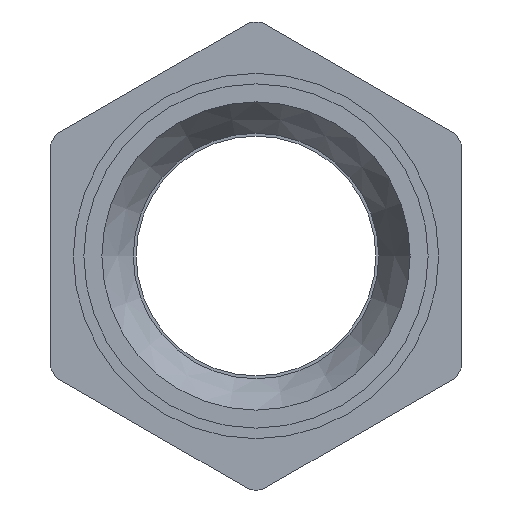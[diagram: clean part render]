
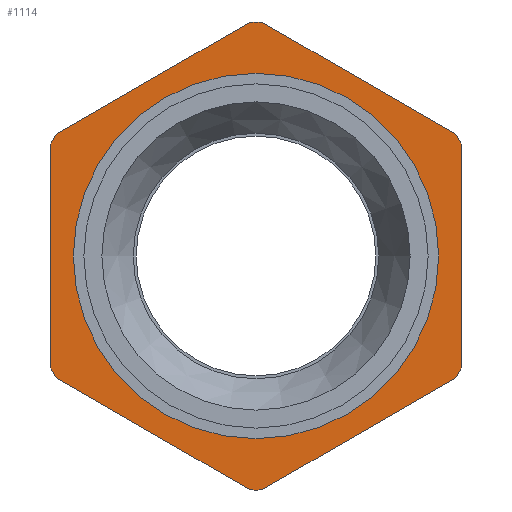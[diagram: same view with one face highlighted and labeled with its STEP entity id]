
A CAD part, front view. The second image highlights one B-rep face of the part: STEP entity #1114.
In plain terms, the highlighted planar face has unit normal (0, -1, 0).
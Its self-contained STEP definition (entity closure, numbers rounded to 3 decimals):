
#1 = CARTESIAN_POINT ( 'NONE',  ( -18., -7.25, 9.811 ) ) ;
#19 = VECTOR ( 'NONE', #1546, 1000. ) ;
#21 = VERTEX_POINT ( 'NONE', #1293 ) ;
#22 = DIRECTION ( 'NONE',  ( 0., -1., 0. ) ) ;
#41 = AXIS2_PLACEMENT_3D ( 'NONE', #657, #511, #265 ) ;
#49 = VERTEX_POINT ( 'NONE', #274 ) ;
#58 = AXIS2_PLACEMENT_3D ( 'NONE', #1594, #1600, #458 ) ;
#61 = EDGE_LOOP ( 'NONE', ( #665, #1203, #1222, #510, #575, #814, #215, #355, #1626, #778, #1276, #1359 ) ) ;
#78 = EDGE_LOOP ( 'NONE', ( #255 ) ) ;
#91 = DIRECTION ( 'NONE',  ( 0.866, 0., -0.5 ) ) ;
#93 = LINE ( 'NONE', #1390, #444 ) ;
#103 = EDGE_CURVE ( 'NONE', #178, #681, #381, .T. ) ;
#129 = EDGE_CURVE ( 'NONE', #768, #1079, #407, .T. ) ;
#139 = DIRECTION ( 'NONE',  ( 0., 0., -1. ) ) ;
#156 = CARTESIAN_POINT ( 'NONE',  ( -18., -7.25, -10.392 ) ) ;
#160 = EDGE_CURVE ( 'NONE', #21, #214, #651, .T. ) ;
#172 = CIRCLE ( 'NONE', #517, 20.5 ) ;
#178 = VERTEX_POINT ( 'NONE', #1318 ) ;
#214 = VERTEX_POINT ( 'NONE', #1553 ) ;
#215 = ORIENTED_EDGE ( 'NONE', *, *, #800, .T. ) ;
#225 = CARTESIAN_POINT ( 'NONE',  ( 0., -7.25, 0. ) ) ;
#240 = DIRECTION ( 'NONE',  ( -0.866, 0., -0.5 ) ) ;
#246 = VERTEX_POINT ( 'NONE', #1301 ) ;
#253 = VECTOR ( 'NONE', #663, 1000. ) ;
#255 = ORIENTED_EDGE ( 'NONE', *, *, #897, .F. ) ;
#256 = DIRECTION ( 'NONE',  ( 0., -1., 0. ) ) ;
#265 = DIRECTION ( 'NONE',  ( 0., 0., -1. ) ) ;
#274 = CARTESIAN_POINT ( 'NONE',  ( 0., -7.25, -15.08 ) ) ;
#276 = CARTESIAN_POINT ( 'NONE',  ( 18., -7.25, 10.392 ) ) ;
#288 = LINE ( 'NONE', #156, #253 ) ;
#290 = EDGE_CURVE ( 'NONE', #327, #21, #537, .T. ) ;
#308 = CARTESIAN_POINT ( 'NONE',  ( 17.496, -7.25, -10.683 ) ) ;
#314 = CARTESIAN_POINT ( 'NONE',  ( -17.496, -7.25, -10.683 ) ) ;
#319 = EDGE_CURVE ( 'NONE', #681, #768, #1215, .T. ) ;
#327 = VERTEX_POINT ( 'NONE', #452 ) ;
#353 = LINE ( 'NONE', #1369, #925 ) ;
#355 = ORIENTED_EDGE ( 'NONE', *, *, #929, .T. ) ;
#381 = LINE ( 'NONE', #643, #19 ) ;
#392 = CARTESIAN_POINT ( 'NONE',  ( 0., -7.25, 0. ) ) ;
#400 = DIRECTION ( 'NONE',  ( 0., -1., 0. ) ) ;
#407 = LINE ( 'NONE', #276, #597 ) ;
#434 = EDGE_CURVE ( 'NONE', #246, #178, #1525, .T. ) ;
#444 = VECTOR ( 'NONE', #240, 1000. ) ;
#452 = CARTESIAN_POINT ( 'NONE',  ( 17.496, -7.25, 10.683 ) ) ;
#458 = DIRECTION ( 'NONE',  ( 0., 0., -1. ) ) ;
#499 = AXIS2_PLACEMENT_3D ( 'NONE', #679, #547, #1429 ) ;
#510 = ORIENTED_EDGE ( 'NONE', *, *, #919, .T. ) ;
#511 = DIRECTION ( 'NONE',  ( 0., -1., 0. ) ) ;
#517 = AXIS2_PLACEMENT_3D ( 'NONE', #1548, #400, #1303 ) ;
#537 = LINE ( 'NONE', #810, #727 ) ;
#547 = DIRECTION ( 'NONE',  ( 0., -1., 0. ) ) ;
#565 = PLANE ( 'NONE',  #748 ) ;
#575 = ORIENTED_EDGE ( 'NONE', *, *, #290, .T. ) ;
#583 = VERTEX_POINT ( 'NONE', #1 ) ;
#594 = DIRECTION ( 'NONE',  ( 0., 0., -1. ) ) ;
#597 = VECTOR ( 'NONE', #1269, 1000. ) ;
#643 = CARTESIAN_POINT ( 'NONE',  ( 18., -7.25, -10.392 ) ) ;
#651 = CIRCLE ( 'NONE', #499, 20.5 ) ;
#657 = CARTESIAN_POINT ( 'NONE',  ( 0., -7.25, 0. ) ) ;
#663 = DIRECTION ( 'NONE',  ( 0., 0., -1. ) ) ;
#665 = ORIENTED_EDGE ( 'NONE', *, *, #103, .T. ) ;
#679 = CARTESIAN_POINT ( 'NONE',  ( 0., -7.25, 0. ) ) ;
#681 = VERTEX_POINT ( 'NONE', #308 ) ;
#727 = VECTOR ( 'NONE', #1066, 1000. ) ;
#745 = CARTESIAN_POINT ( 'NONE',  ( -17.496, -7.25, 10.683 ) ) ;
#748 = AXIS2_PLACEMENT_3D ( 'NONE', #1323, #1448, #1174 ) ;
#768 = VERTEX_POINT ( 'NONE', #1373 ) ;
#778 = ORIENTED_EDGE ( 'NONE', *, *, #883, .T. ) ;
#800 = EDGE_CURVE ( 'NONE', #214, #1477, #93, .T. ) ;
#810 = CARTESIAN_POINT ( 'NONE',  ( 0., -7.25, 20.785 ) ) ;
#814 = ORIENTED_EDGE ( 'NONE', *, *, #160, .T. ) ;
#858 = AXIS2_PLACEMENT_3D ( 'NONE', #1019, #22, #1531 ) ;
#883 = EDGE_CURVE ( 'NONE', #1005, #1034, #172, .T. ) ;
#897 = EDGE_CURVE ( 'NONE', #49, #49, #1504, .T. ) ;
#919 = EDGE_CURVE ( 'NONE', #1079, #327, #1103, .T. ) ;
#925 = VECTOR ( 'NONE', #91, 1000. ) ;
#929 = EDGE_CURVE ( 'NONE', #1477, #583, #970, .T. ) ;
#935 = FACE_BOUND ( 'NONE', #78, .T. ) ;
#970 = CIRCLE ( 'NONE', #858, 20.5 ) ;
#981 = DIRECTION ( 'NONE',  ( 0., -1., 0. ) ) ;
#1005 = VERTEX_POINT ( 'NONE', #1423 ) ;
#1019 = CARTESIAN_POINT ( 'NONE',  ( 0., -7.25, 0. ) ) ;
#1021 = EDGE_CURVE ( 'NONE', #583, #1005, #288, .T. ) ;
#1034 = VERTEX_POINT ( 'NONE', #314 ) ;
#1066 = DIRECTION ( 'NONE',  ( -0.866, 0., 0.5 ) ) ;
#1079 = VERTEX_POINT ( 'NONE', #1310 ) ;
#1103 = CIRCLE ( 'NONE', #41, 20.5 ) ;
#1114 = ADVANCED_FACE ( 'NONE', ( #935, #1468 ), #565, .F. ) ;
#1174 = DIRECTION ( 'NONE',  ( 0., 0., 1. ) ) ;
#1203 = ORIENTED_EDGE ( 'NONE', *, *, #319, .T. ) ;
#1215 = CIRCLE ( 'NONE', #1642, 20.5 ) ;
#1222 = ORIENTED_EDGE ( 'NONE', *, *, #129, .T. ) ;
#1269 = DIRECTION ( 'NONE',  ( 0., 0., 1. ) ) ;
#1276 = ORIENTED_EDGE ( 'NONE', *, *, #1297, .T. ) ;
#1293 = CARTESIAN_POINT ( 'NONE',  ( 0.504, -7.25, 20.494 ) ) ;
#1297 = EDGE_CURVE ( 'NONE', #1034, #246, #353, .T. ) ;
#1301 = CARTESIAN_POINT ( 'NONE',  ( -0.504, -7.25, -20.494 ) ) ;
#1303 = DIRECTION ( 'NONE',  ( 0., 0., -1. ) ) ;
#1310 = CARTESIAN_POINT ( 'NONE',  ( 18., -7.25, 9.811 ) ) ;
#1318 = CARTESIAN_POINT ( 'NONE',  ( 0.504, -7.25, -20.494 ) ) ;
#1323 = CARTESIAN_POINT ( 'NONE',  ( -20.5, -7.25, 0. ) ) ;
#1359 = ORIENTED_EDGE ( 'NONE', *, *, #434, .T. ) ;
#1369 = CARTESIAN_POINT ( 'NONE',  ( 0., -7.25, -20.785 ) ) ;
#1373 = CARTESIAN_POINT ( 'NONE',  ( 18., -7.25, -9.811 ) ) ;
#1390 = CARTESIAN_POINT ( 'NONE',  ( -18., -7.25, 10.392 ) ) ;
#1423 = CARTESIAN_POINT ( 'NONE',  ( -18., -7.25, -9.811 ) ) ;
#1429 = DIRECTION ( 'NONE',  ( 0., 0., -1. ) ) ;
#1448 = DIRECTION ( 'NONE',  ( 0., 1., 0. ) ) ;
#1468 = FACE_OUTER_BOUND ( 'NONE', #61, .T. ) ;
#1475 = AXIS2_PLACEMENT_3D ( 'NONE', #392, #256, #139 ) ;
#1477 = VERTEX_POINT ( 'NONE', #745 ) ;
#1504 = CIRCLE ( 'NONE', #1475, 15.08 ) ;
#1525 = CIRCLE ( 'NONE', #58, 20.5 ) ;
#1531 = DIRECTION ( 'NONE',  ( 0., 0., -1. ) ) ;
#1546 = DIRECTION ( 'NONE',  ( 0.866, 0., 0.5 ) ) ;
#1548 = CARTESIAN_POINT ( 'NONE',  ( 0., -7.25, 0. ) ) ;
#1553 = CARTESIAN_POINT ( 'NONE',  ( -0.504, -7.25, 20.494 ) ) ;
#1594 = CARTESIAN_POINT ( 'NONE',  ( 0., -7.25, 0. ) ) ;
#1600 = DIRECTION ( 'NONE',  ( 0., -1., 0. ) ) ;
#1626 = ORIENTED_EDGE ( 'NONE', *, *, #1021, .T. ) ;
#1642 = AXIS2_PLACEMENT_3D ( 'NONE', #225, #981, #594 ) ;
